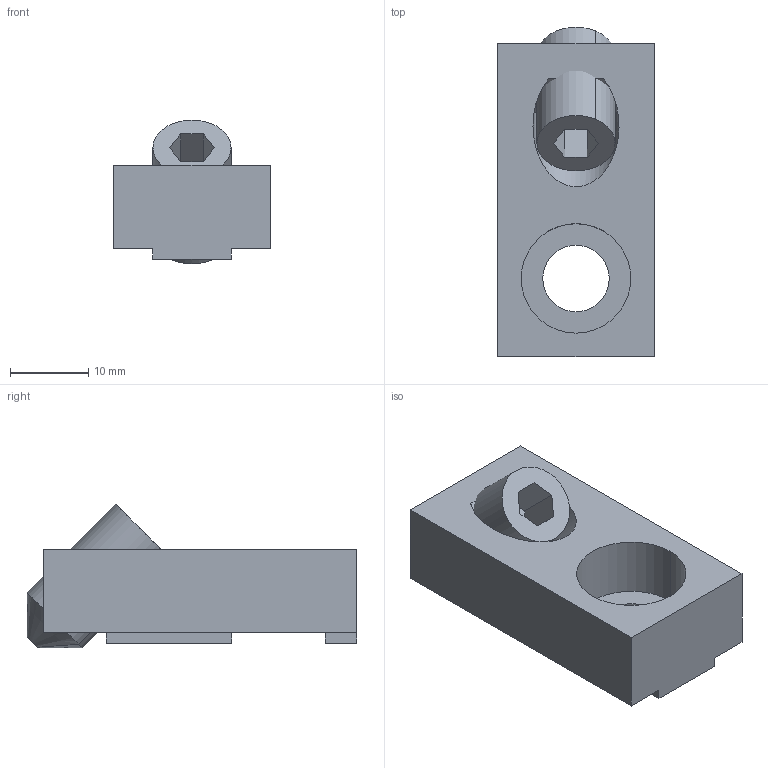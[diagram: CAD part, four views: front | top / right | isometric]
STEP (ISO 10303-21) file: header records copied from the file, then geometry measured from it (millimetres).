
FILE_DESCRIPTION(('Creo Elements/Direct Modeling STEP Export'),'2;1');
FILE_NAME('44.0520_Spannstück-MMS-44-55_M10.stp','2022-03-21T 9:02:13',(''),(''),'PTC Creo Elements/Direct Modeling STEP processor for AP214 (Solid Model)','PTC Creo Elements/Direct Modeling 19.0C 15-Aug-2015 (C) Parametric Technology GmbH','');
FILE_SCHEMA(('AUTOMOTIVE_DESIGN { 1 0 10303 214 1 1 1 1 }'));
Length unit declared in the file: millimetre
Products named in the file (3): Gewindestift-DIN914_M10x20-45H-verz_252545_PX175466; Spannstück_40x20x12_96.2013_PX175468; Spannstück-MMS-44-55_M10_44.0520_PX175469
Assembly tree (2 placements, depth 2):
  Spannstück-MMS-44-55_M10_44.0520_PX175469
    Spannstück_40x20x12_96.2013_PX175468
    Gewindestift-DIN914_M10x20-45H-verz_252545_PX175466
Bounding box: 20 x 42.11 x 18.38 mm (x, y, z)
Volume: 7785.2 mm3; surface area: 4299.4 mm2
Topology: 2 solids, 2 shells, 37 faces, 93 edges, 62 vertices
Faces by surface type: plane 26, cylinder 9, cone 2
Entity records: 1124 total; most frequent: ORIENTED_EDGE 186, CARTESIAN_POINT 173, DIRECTION 161, EDGE_CURVE 93, VERTEX_POINT 62, VECTOR 61, LINE 61, AXIS2_PLACEMENT_3D 50
